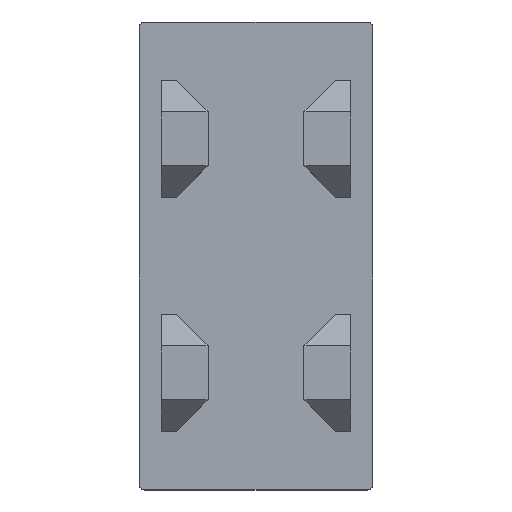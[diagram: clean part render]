
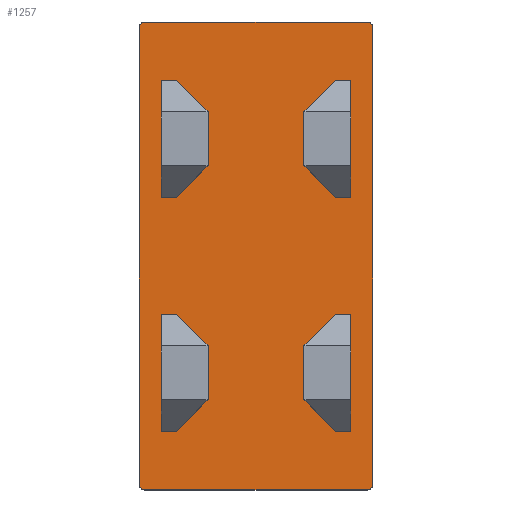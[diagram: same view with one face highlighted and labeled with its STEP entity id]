
A CAD part, top view. The second image highlights one B-rep face of the part: STEP entity #1257.
In plain terms, the highlighted planar face has unit normal (0, 0, 1).
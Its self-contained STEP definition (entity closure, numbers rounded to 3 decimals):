
#48=FACE_BOUND('',#260,.T.);
#49=FACE_BOUND('',#261,.T.);
#50=FACE_BOUND('',#262,.T.);
#51=FACE_BOUND('',#263,.T.);
#74=CIRCLE('',#1289,0.5);
#75=CIRCLE('',#1292,0.5);
#86=CIRCLE('',#1355,0.5);
#87=CIRCLE('',#1358,0.5);
#168=FACE_OUTER_BOUND('',#259,.T.);
#259=EDGE_LOOP('',(#1097,#1098,#1099,#1100,#1101,#1102,#1103,#1104));
#260=EDGE_LOOP('',(#1105,#1106,#1107,#1108,#1109,#1110));
#261=EDGE_LOOP('',(#1111,#1112,#1113,#1114,#1115,#1116));
#262=EDGE_LOOP('',(#1117,#1118,#1119,#1120,#1121,#1122));
#263=EDGE_LOOP('',(#1123,#1124,#1125,#1126,#1127,#1128));
#283=LINE('',#1767,#412);
#286=LINE('',#1775,#415);
#301=LINE('',#2450,#430);
#303=LINE('',#2454,#432);
#310=LINE('',#2469,#439);
#315=LINE('',#2479,#444);
#319=LINE('',#2489,#448);
#323=LINE('',#2499,#452);
#325=LINE('',#2502,#454);
#331=LINE('',#2516,#460);
#335=LINE('',#2522,#464);
#337=LINE('',#2530,#466);
#345=LINE('',#2545,#474);
#349=LINE('',#2556,#478);
#355=LINE('',#2569,#484);
#361=LINE('',#2583,#490);
#363=LINE('',#2587,#492);
#370=LINE('',#2602,#499);
#374=LINE('',#2608,#503);
#377=LINE('',#2620,#506);
#383=LINE('',#2638,#512);
#385=LINE('',#2641,#514);
#387=LINE('',#2645,#516);
#388=LINE('',#2647,#517);
#389=LINE('',#2649,#518);
#390=LINE('',#2651,#519);
#391=LINE('',#2653,#520);
#392=LINE('',#2655,#521);
#412=VECTOR('',#1433,10.);
#415=VECTOR('',#1442,10.);
#430=VECTOR('',#1509,10.);
#432=VECTOR('',#1513,10.);
#439=VECTOR('',#1524,10.);
#444=VECTOR('',#1531,10.);
#448=VECTOR('',#1541,10.);
#452=VECTOR('',#1551,10.);
#454=VECTOR('',#1555,10.);
#460=VECTOR('',#1565,10.);
#464=VECTOR('',#1573,10.);
#466=VECTOR('',#1579,10.);
#474=VECTOR('',#1591,10.);
#478=VECTOR('',#1601,10.);
#484=VECTOR('',#1613,10.);
#490=VECTOR('',#1623,10.);
#492=VECTOR('',#1627,10.);
#499=VECTOR('',#1638,10.);
#503=VECTOR('',#1646,10.);
#506=VECTOR('',#1659,10.);
#512=VECTOR('',#1683,10.);
#514=VECTOR('',#1687,10.);
#516=VECTOR('',#1691,10.);
#517=VECTOR('',#1694,10.);
#518=VECTOR('',#1697,10.);
#519=VECTOR('',#1700,10.);
#520=VECTOR('',#1703,10.);
#521=VECTOR('',#1706,10.);
#538=VERTEX_POINT('',#1759);
#539=VERTEX_POINT('',#1761);
#540=VERTEX_POINT('',#1765);
#541=VERTEX_POINT('',#1769);
#542=VERTEX_POINT('',#1773);
#565=VERTEX_POINT('',#2447);
#566=VERTEX_POINT('',#2449);
#567=VERTEX_POINT('',#2453);
#572=VERTEX_POINT('',#2466);
#573=VERTEX_POINT('',#2468);
#576=VERTEX_POINT('',#2476);
#577=VERTEX_POINT('',#2478);
#580=VERTEX_POINT('',#2488);
#583=VERTEX_POINT('',#2498);
#588=VERTEX_POINT('',#2513);
#589=VERTEX_POINT('',#2515);
#592=VERTEX_POINT('',#2527);
#593=VERTEX_POINT('',#2529);
#598=VERTEX_POINT('',#2543);
#601=VERTEX_POINT('',#2553);
#602=VERTEX_POINT('',#2555);
#606=VERTEX_POINT('',#2567);
#611=VERTEX_POINT('',#2580);
#612=VERTEX_POINT('',#2582);
#613=VERTEX_POINT('',#2586);
#618=VERTEX_POINT('',#2599);
#619=VERTEX_POINT('',#2601);
#621=VERTEX_POINT('',#2613);
#622=VERTEX_POINT('',#2615);
#623=VERTEX_POINT('',#2619);
#626=VERTEX_POINT('',#2637);
#627=VERTEX_POINT('',#2643);
#653=EDGE_CURVE('',#538,#539,#74,.T.);
#656=EDGE_CURVE('',#538,#540,#283,.T.);
#658=EDGE_CURVE('',#541,#540,#75,.T.);
#660=EDGE_CURVE('',#541,#542,#286,.T.);
#693=EDGE_CURVE('',#565,#566,#301,.F.);
#695=EDGE_CURVE('',#567,#566,#303,.T.);
#702=EDGE_CURVE('',#572,#573,#310,.F.);
#707=EDGE_CURVE('',#577,#576,#315,.T.);
#712=EDGE_CURVE('',#580,#573,#319,.T.);
#717=EDGE_CURVE('',#580,#583,#323,.F.);
#719=EDGE_CURVE('',#576,#583,#325,.T.);
#725=EDGE_CURVE('',#588,#589,#331,.F.);
#729=EDGE_CURVE('',#565,#589,#335,.T.);
#732=EDGE_CURVE('',#592,#593,#337,.F.);
#740=EDGE_CURVE('',#592,#598,#345,.T.);
#745=EDGE_CURVE('',#602,#601,#349,.T.);
#752=EDGE_CURVE('',#606,#598,#355,.F.);
#758=EDGE_CURVE('',#611,#612,#361,.F.);
#760=EDGE_CURVE('',#613,#612,#363,.T.);
#767=EDGE_CURVE('',#618,#619,#370,.F.);
#771=EDGE_CURVE('',#611,#619,#374,.T.);
#774=EDGE_CURVE('',#621,#622,#86,.T.);
#776=EDGE_CURVE('',#623,#622,#377,.T.);
#778=EDGE_CURVE('',#623,#542,#87,.T.);
#785=EDGE_CURVE('',#626,#567,#383,.T.);
#787=EDGE_CURVE('',#588,#626,#385,.T.);
#789=EDGE_CURVE('',#618,#627,#387,.T.);
#790=EDGE_CURVE('',#627,#613,#388,.T.);
#791=EDGE_CURVE('',#572,#577,#389,.T.);
#792=EDGE_CURVE('',#601,#593,#390,.T.);
#793=EDGE_CURVE('',#606,#602,#391,.T.);
#794=EDGE_CURVE('',#621,#539,#392,.T.);
#1097=ORIENTED_EDGE('',*,*,#653,.F.);
#1098=ORIENTED_EDGE('',*,*,#656,.T.);
#1099=ORIENTED_EDGE('',*,*,#658,.F.);
#1100=ORIENTED_EDGE('',*,*,#660,.T.);
#1101=ORIENTED_EDGE('',*,*,#778,.F.);
#1102=ORIENTED_EDGE('',*,*,#776,.T.);
#1103=ORIENTED_EDGE('',*,*,#774,.F.);
#1104=ORIENTED_EDGE('',*,*,#794,.T.);
#1105=ORIENTED_EDGE('',*,*,#787,.T.);
#1106=ORIENTED_EDGE('',*,*,#785,.T.);
#1107=ORIENTED_EDGE('',*,*,#695,.T.);
#1108=ORIENTED_EDGE('',*,*,#693,.F.);
#1109=ORIENTED_EDGE('',*,*,#729,.T.);
#1110=ORIENTED_EDGE('',*,*,#725,.F.);
#1111=ORIENTED_EDGE('',*,*,#771,.T.);
#1112=ORIENTED_EDGE('',*,*,#767,.F.);
#1113=ORIENTED_EDGE('',*,*,#789,.T.);
#1114=ORIENTED_EDGE('',*,*,#790,.T.);
#1115=ORIENTED_EDGE('',*,*,#760,.T.);
#1116=ORIENTED_EDGE('',*,*,#758,.F.);
#1117=ORIENTED_EDGE('',*,*,#719,.T.);
#1118=ORIENTED_EDGE('',*,*,#717,.F.);
#1119=ORIENTED_EDGE('',*,*,#712,.T.);
#1120=ORIENTED_EDGE('',*,*,#702,.F.);
#1121=ORIENTED_EDGE('',*,*,#791,.T.);
#1122=ORIENTED_EDGE('',*,*,#707,.T.);
#1123=ORIENTED_EDGE('',*,*,#745,.T.);
#1124=ORIENTED_EDGE('',*,*,#792,.T.);
#1125=ORIENTED_EDGE('',*,*,#732,.F.);
#1126=ORIENTED_EDGE('',*,*,#740,.T.);
#1127=ORIENTED_EDGE('',*,*,#752,.F.);
#1128=ORIENTED_EDGE('',*,*,#793,.T.);
#1182=PLANE('',#1373);
#1257=ADVANCED_FACE('',(#168,#48,#49,#50,#51),#1182,.T.);
#1289=AXIS2_PLACEMENT_3D('',#1762,#1427,#1428);
#1292=AXIS2_PLACEMENT_3D('',#1771,#1437,#1438);
#1355=AXIS2_PLACEMENT_3D('',#2616,#1654,#1655);
#1358=AXIS2_PLACEMENT_3D('',#2623,#1663,#1664);
#1373=AXIS2_PLACEMENT_3D('',#2656,#1707,#1708);
#1427=DIRECTION('center_axis',(0.,0.,-1.));
#1428=DIRECTION('ref_axis',(0.707,-0.707,0.));
#1433=DIRECTION('',(0.,1.,0.));
#1437=DIRECTION('center_axis',(0.,0.,-1.));
#1438=DIRECTION('ref_axis',(0.707,0.707,0.));
#1442=DIRECTION('',(-1.,0.,0.));
#1509=DIRECTION('',(0.707,-0.707,0.));
#1513=DIRECTION('',(1.,0.,0.));
#1524=DIRECTION('',(0.707,0.707,0.));
#1531=DIRECTION('',(0.,-1.,0.));
#1541=DIRECTION('',(0.,1.,0.));
#1551=DIRECTION('',(-0.707,0.707,0.));
#1555=DIRECTION('',(-1.,0.,0.));
#1565=DIRECTION('',(-0.707,-0.707,0.));
#1573=DIRECTION('',(0.,-1.,0.));
#1579=DIRECTION('',(-0.707,0.707,0.));
#1591=DIRECTION('',(0.,1.,0.));
#1601=DIRECTION('',(0.,-1.,0.));
#1613=DIRECTION('',(0.707,0.707,0.));
#1623=DIRECTION('',(0.707,-0.707,0.));
#1627=DIRECTION('',(1.,0.,0.));
#1638=DIRECTION('',(-0.707,-0.707,0.));
#1646=DIRECTION('',(0.,-1.,0.));
#1654=DIRECTION('center_axis',(0.,0.,-1.));
#1655=DIRECTION('ref_axis',(-0.707,-0.707,0.));
#1659=DIRECTION('',(0.,-1.,0.));
#1663=DIRECTION('center_axis',(0.,0.,-1.));
#1664=DIRECTION('ref_axis',(-0.707,0.707,0.));
#1683=DIRECTION('',(0.,1.,0.));
#1687=DIRECTION('',(-1.,0.,0.));
#1691=DIRECTION('',(-1.,0.,0.));
#1694=DIRECTION('',(0.,1.,0.));
#1697=DIRECTION('',(1.,0.,0.));
#1700=DIRECTION('',(-1.,0.,0.));
#1703=DIRECTION('',(1.,0.,0.));
#1706=DIRECTION('',(1.,0.,0.));
#1707=DIRECTION('center_axis',(0.,0.,1.));
#1708=DIRECTION('ref_axis',(1.,0.,0.));
#1759=CARTESIAN_POINT('',(20.,0.5,2.));
#1761=CARTESIAN_POINT('',(19.5,0.,2.));
#1762=CARTESIAN_POINT('Origin',(19.5,0.5,2.));
#1765=CARTESIAN_POINT('',(20.,39.5,2.));
#1767=CARTESIAN_POINT('',(20.,0.,2.));
#1769=CARTESIAN_POINT('',(19.5,40.,2.));
#1771=CARTESIAN_POINT('Origin',(19.5,39.5,2.));
#1773=CARTESIAN_POINT('',(0.5,40.,2.));
#1775=CARTESIAN_POINT('',(20.,40.,2.));
#2447=CARTESIAN_POINT('',(5.9,32.3,2.));
#2449=CARTESIAN_POINT('',(3.2,35.,2.));
#2450=CARTESIAN_POINT('',(9.325,28.875,2.));
#2453=CARTESIAN_POINT('',(1.9,35.,2.));
#2454=CARTESIAN_POINT('',(7.95,35.,2.));
#2466=CARTESIAN_POINT('',(16.8,35.,2.));
#2468=CARTESIAN_POINT('',(14.1,32.3,2.));
#2469=CARTESIAN_POINT('',(10.675,28.875,2.));
#2476=CARTESIAN_POINT('',(18.1,25.,2.));
#2478=CARTESIAN_POINT('',(18.1,35.,2.));
#2479=CARTESIAN_POINT('',(18.1,22.5,2.));
#2488=CARTESIAN_POINT('',(14.1,27.7,2.));
#2489=CARTESIAN_POINT('',(14.1,27.5,2.));
#2498=CARTESIAN_POINT('',(16.8,25.,2.));
#2499=CARTESIAN_POINT('',(15.675,26.125,2.));
#2502=CARTESIAN_POINT('',(12.05,25.,2.));
#2513=CARTESIAN_POINT('',(3.2,25.,2.));
#2515=CARTESIAN_POINT('',(5.9,27.7,2.));
#2516=CARTESIAN_POINT('',(4.325,26.125,2.));
#2522=CARTESIAN_POINT('',(5.9,22.5,2.));
#2527=CARTESIAN_POINT('',(14.1,7.7,2.));
#2529=CARTESIAN_POINT('',(16.8,5.,2.));
#2530=CARTESIAN_POINT('',(10.675,11.125,2.));
#2543=CARTESIAN_POINT('',(14.1,12.3,2.));
#2545=CARTESIAN_POINT('',(14.1,17.5,2.));
#2553=CARTESIAN_POINT('',(18.1,5.,2.));
#2555=CARTESIAN_POINT('',(18.1,15.,2.));
#2556=CARTESIAN_POINT('',(18.1,12.5,2.));
#2567=CARTESIAN_POINT('',(16.8,15.,2.));
#2569=CARTESIAN_POINT('',(15.675,13.875,2.));
#2580=CARTESIAN_POINT('',(5.9,12.3,2.));
#2582=CARTESIAN_POINT('',(3.2,15.,2.));
#2583=CARTESIAN_POINT('',(4.325,13.875,2.));
#2586=CARTESIAN_POINT('',(1.9,15.,2.));
#2587=CARTESIAN_POINT('',(7.95,15.,2.));
#2599=CARTESIAN_POINT('',(3.2,5.,2.));
#2601=CARTESIAN_POINT('',(5.9,7.7,2.));
#2602=CARTESIAN_POINT('',(9.325,11.125,2.));
#2608=CARTESIAN_POINT('',(5.9,12.5,2.));
#2613=CARTESIAN_POINT('',(0.5,0.,2.));
#2615=CARTESIAN_POINT('',(0.,0.5,2.));
#2616=CARTESIAN_POINT('Origin',(0.5,0.5,2.));
#2619=CARTESIAN_POINT('',(0.,39.5,2.));
#2620=CARTESIAN_POINT('',(0.,40.,2.));
#2623=CARTESIAN_POINT('Origin',(0.5,39.5,2.));
#2637=CARTESIAN_POINT('',(1.9,25.,2.));
#2638=CARTESIAN_POINT('',(1.9,27.5,2.));
#2641=CARTESIAN_POINT('',(5.95,25.,2.));
#2643=CARTESIAN_POINT('',(1.9,5.,2.));
#2645=CARTESIAN_POINT('',(5.95,5.,2.));
#2647=CARTESIAN_POINT('',(1.9,17.5,2.));
#2649=CARTESIAN_POINT('',(14.05,35.,2.));
#2651=CARTESIAN_POINT('',(12.05,5.,2.));
#2653=CARTESIAN_POINT('',(14.05,15.,2.));
#2655=CARTESIAN_POINT('',(0.,0.,2.));
#2656=CARTESIAN_POINT('Origin',(10.,20.,2.));
